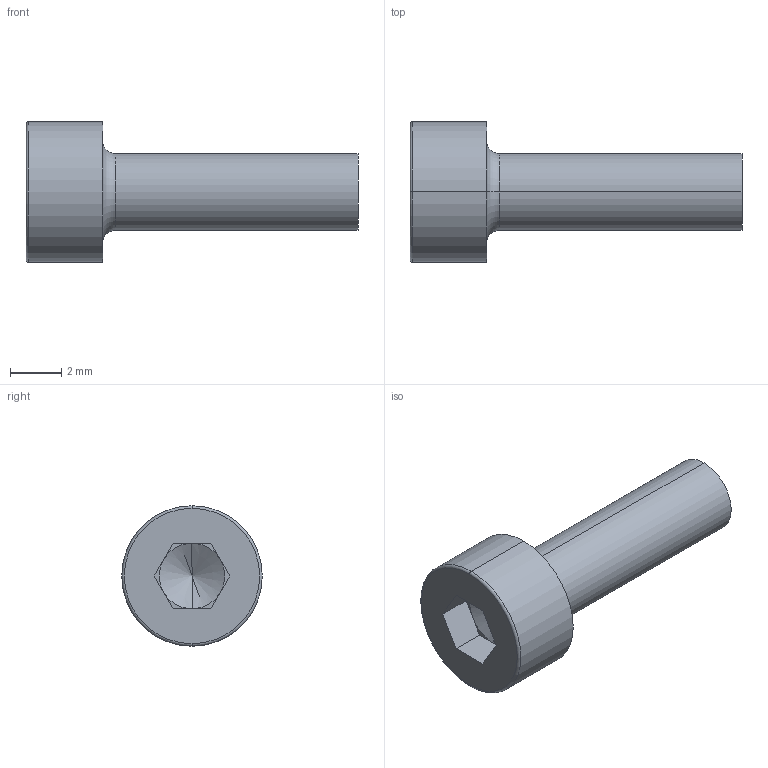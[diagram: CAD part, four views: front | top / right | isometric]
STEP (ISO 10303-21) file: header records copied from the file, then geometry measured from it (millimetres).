
FILE_DESCRIPTION (( 'STEP AP203' ), '1' );
FILE_NAME ('M3_socket_16mm.STEP', '2022-12-02T20:03:40', ( '' ), ( '' ), 'SwSTEP 2.0', 'SolidWorks 2021', '' );
FILE_SCHEMA (( 'CONFIG_CONTROL_DESIGN' ));
Length unit declared in the file: millimetre
Products named in the file (1): M3_socket_16mm
Bounding box: 13 x 5.5 x 5.5 mm (x, y, z)
Volume: 133.8 mm3; surface area: 203.3 mm2
Topology: 1 solids, 1 shells, 25 faces, 54 edges, 31 vertices
Faces by surface type: plane 15, torus 4, cylinder 4, cone 2
Entity records: 737 total; most frequent: DIRECTION 126, CARTESIAN_POINT 109, ORIENTED_EDGE 104, EDGE_CURVE 52, AXIS2_PLACEMENT_3D 48, VERTEX_POINT 31, LINE 30, VECTOR 30
